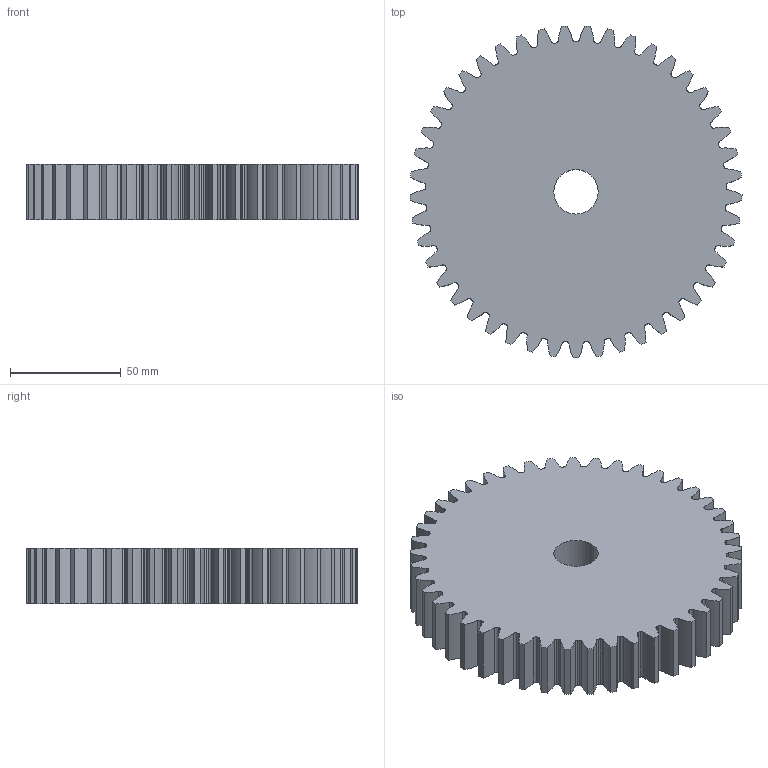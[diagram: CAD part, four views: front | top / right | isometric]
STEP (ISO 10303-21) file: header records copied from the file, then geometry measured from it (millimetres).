
FILE_DESCRIPTION (( 'STEP AP214' ), '1' );
FILE_NAME ('110-031-045.step', '2010-07-16T12:23:23', ( 'WMH Herion Antriebstechnik GmbH' ), ( 'WMH Herion Antriebstechnik GmbH' ), 'SwSTEP 2.0', 'SolidWorks 2010', '' );
FILE_SCHEMA (( 'AUTOMOTIVE_DESIGN' ));
Length unit declared in the file: millimetre
Products named in the file (1): 110-031-045
Bounding box: 149.58 x 149.5 x 25 mm (x, y, z)
Volume: 392536.6 mm3; surface area: 55063.9 mm2
Topology: 1 solids, 1 shells, 297 faces, 885 edges, 590 vertices
Faces by surface type: cylinder 295, plane 2
Entity records: 10387 total; most frequent: DIRECTION 2071, CARTESIAN_POINT 1773, ORIENTED_EDGE 1770, AXIS2_PLACEMENT_3D 888, EDGE_CURVE 885, VERTEX_POINT 590, CIRCLE 590, EDGE_LOOP 299
